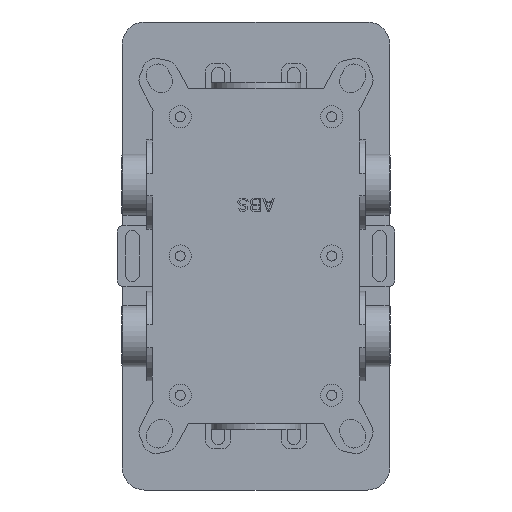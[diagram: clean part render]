
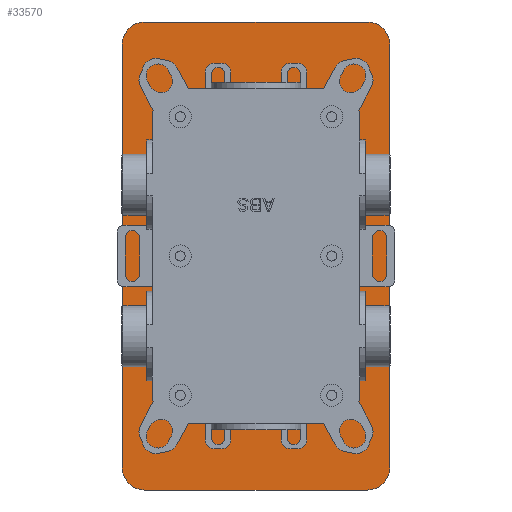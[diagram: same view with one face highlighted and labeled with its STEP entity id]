
A CAD part, front view. The second image highlights one B-rep face of the part: STEP entity #33570.
In plain terms, the highlighted planar face has unit normal (0, -1, 0).
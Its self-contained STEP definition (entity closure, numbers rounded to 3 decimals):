
#1762=DIRECTION('',(1.,0.,0.));
#1763=VECTOR('',#1762,45.5);
#1764=CARTESIAN_POINT('',(-22.75,90.,-74.));
#1765=LINE('',#1764,#1763);
#1932=DIRECTION('',(0.,0.,1.));
#1933=VECTOR('',#1932,0.5);
#1934=CARTESIAN_POINT('',(22.75,90.,-74.));
#1935=LINE('',#1934,#1933);
#1992=CARTESIAN_POINT('',(50.,90.,95.));
#1993=DIRECTION('',(0.,-1.,0.));
#1994=DIRECTION('',(1.,0.,0.));
#1995=AXIS2_PLACEMENT_3D('',#1992,#1993,#1994);
#1997=DIRECTION('',(0.,0.,-1.));
#1998=VECTOR('',#1997,190.);
#1999=CARTESIAN_POINT('',(60.,90.,95.));
#2000=LINE('',#1999,#1998);
#2001=CARTESIAN_POINT('',(50.,90.,-95.));
#2002=DIRECTION('',(0.,-1.,0.));
#2003=DIRECTION('',(0.,0.,-1.));
#2004=AXIS2_PLACEMENT_3D('',#2001,#2002,#2003);
#2006=DIRECTION('',(-1.,0.,0.));
#2007=VECTOR('',#2006,100.);
#2008=CARTESIAN_POINT('',(50.,90.,-105.));
#2009=LINE('',#2008,#2007);
#2010=CARTESIAN_POINT('',(-50.,90.,-95.));
#2011=DIRECTION('',(0.,-1.,0.));
#2012=DIRECTION('',(-1.,0.,0.));
#2013=AXIS2_PLACEMENT_3D('',#2010,#2011,#2012);
#2015=DIRECTION('',(0.,0.,1.));
#2016=VECTOR('',#2015,190.);
#2017=CARTESIAN_POINT('',(-60.,90.,-95.));
#2018=LINE('',#2017,#2016);
#2019=CARTESIAN_POINT('',(-50.,90.,95.));
#2020=DIRECTION('',(0.,-1.,0.));
#2021=DIRECTION('',(0.,0.,1.));
#2022=AXIS2_PLACEMENT_3D('',#2019,#2020,#2021);
#2024=DIRECTION('',(1.,0.,0.));
#2025=VECTOR('',#2024,100.);
#2026=CARTESIAN_POINT('',(-50.,90.,105.));
#2027=LINE('',#2026,#2025);
#2104=DIRECTION('',(1.,0.,0.));
#2105=VECTOR('',#2104,11.25);
#2106=CARTESIAN_POINT('',(22.75,90.,-73.5));
#2107=LINE('',#2106,#2105);
#2116=DIRECTION('',(1.,0.,0.));
#2117=VECTOR('',#2116,11.25);
#2118=CARTESIAN_POINT('',(-34.,90.,-73.5));
#2119=LINE('',#2118,#2117);
#2185=CARTESIAN_POINT('',(-34.,90.,-62.5));
#2186=DIRECTION('',(0.,1.,0.));
#2187=DIRECTION('',(0.,0.,-1.));
#2188=AXIS2_PLACEMENT_3D('',#2185,#2186,#2187);
#2297=DIRECTION('',(0.,0.,-1.));
#2298=VECTOR('',#2297,48.75);
#2299=CARTESIAN_POINT('',(-45.,90.,62.5));
#2300=LINE('',#2299,#2298);
#2309=DIRECTION('',(0.,0.,-1.));
#2310=VECTOR('',#2309,48.75);
#2311=CARTESIAN_POINT('',(-45.,90.,-13.75));
#2312=LINE('',#2311,#2310);
#2374=CARTESIAN_POINT('',(34.,90.,-62.5));
#2375=DIRECTION('',(0.,1.,0.));
#2376=DIRECTION('',(1.,0.,0.));
#2377=AXIS2_PLACEMENT_3D('',#2374,#2375,#2376);
#2437=DIRECTION('',(1.,0.,0.));
#2438=VECTOR('',#2437,0.5);
#2439=CARTESIAN_POINT('',(44.5,90.,-13.75));
#2440=LINE('',#2439,#2438);
#2602=DIRECTION('',(0.,0.,1.));
#2603=VECTOR('',#2602,48.75);
#2604=CARTESIAN_POINT('',(45.,90.,-62.5));
#2605=LINE('',#2604,#2603);
#2614=DIRECTION('',(0.,0.,1.));
#2615=VECTOR('',#2614,48.75);
#2616=CARTESIAN_POINT('',(45.,90.,13.75));
#2617=LINE('',#2616,#2615);
#2627=DIRECTION('',(1.,0.,0.));
#2628=VECTOR('',#2627,0.5);
#2629=CARTESIAN_POINT('',(44.5,90.,13.75));
#2630=LINE('',#2629,#2628);
#2700=DIRECTION('',(0.,0.,1.));
#2701=VECTOR('',#2700,27.5);
#2702=CARTESIAN_POINT('',(44.5,90.,-13.75));
#2703=LINE('',#2702,#2701);
#2772=CARTESIAN_POINT('',(34.,90.,62.5));
#2773=DIRECTION('',(0.,1.,0.));
#2774=DIRECTION('',(0.,0.,1.));
#2775=AXIS2_PLACEMENT_3D('',#2772,#2773,#2774);
#2872=DIRECTION('',(-1.,0.,0.));
#2873=VECTOR('',#2872,11.25);
#2874=CARTESIAN_POINT('',(-22.75,90.,73.5));
#2875=LINE('',#2874,#2873);
#2884=DIRECTION('',(-1.,0.,0.));
#2885=VECTOR('',#2884,11.25);
#2886=CARTESIAN_POINT('',(34.,90.,73.5));
#2887=LINE('',#2886,#2885);
#2983=DIRECTION('',(-1.,0.,0.));
#2984=VECTOR('',#2983,0.5);
#2985=CARTESIAN_POINT('',(-44.5,90.,-13.75));
#2986=LINE('',#2985,#2984);
#3056=DIRECTION('',(0.,0.,-1.));
#3057=VECTOR('',#3056,27.5);
#3058=CARTESIAN_POINT('',(-44.5,90.,13.75));
#3059=LINE('',#3058,#3057);
#3072=DIRECTION('',(-1.,0.,0.));
#3073=VECTOR('',#3072,0.5);
#3074=CARTESIAN_POINT('',(-44.5,90.,13.75));
#3075=LINE('',#3074,#3073);
#3209=CARTESIAN_POINT('',(-34.,90.,62.5));
#3210=DIRECTION('',(0.,1.,0.));
#3211=DIRECTION('',(-1.,0.,0.));
#3212=AXIS2_PLACEMENT_3D('',#3209,#3210,#3211);
#3835=DIRECTION('',(0.,0.,-1.));
#3836=VECTOR('',#3835,0.5);
#3837=CARTESIAN_POINT('',(-22.75,90.,74.));
#3838=LINE('',#3837,#3836);
#3899=DIRECTION('',(-1.,0.,0.));
#3900=VECTOR('',#3899,45.5);
#3901=CARTESIAN_POINT('',(22.75,90.,74.));
#3902=LINE('',#3901,#3900);
#4065=DIRECTION('',(0.,0.,-1.));
#4066=VECTOR('',#4065,0.5);
#4067=CARTESIAN_POINT('',(22.75,90.,74.));
#4068=LINE('',#4067,#4066);
#4129=DIRECTION('',(0.,0.,1.));
#4130=VECTOR('',#4129,0.5);
#4131=CARTESIAN_POINT('',(-22.75,90.,-74.));
#4132=LINE('',#4131,#4130);
#28640=CARTESIAN_POINT('',(-34.,90.,-73.5));
#28641=CARTESIAN_POINT('',(-22.75,90.,-73.5));
#28642=VERTEX_POINT('',#28640);
#28643=VERTEX_POINT('',#28641);
#28644=CARTESIAN_POINT('',(22.75,90.,-73.5));
#28645=CARTESIAN_POINT('',(34.,90.,-73.5));
#28646=VERTEX_POINT('',#28644);
#28647=VERTEX_POINT('',#28645);
#28648=CARTESIAN_POINT('',(45.,90.,-62.5));
#28649=VERTEX_POINT('',#28648);
#28650=CARTESIAN_POINT('',(45.,90.,-13.75));
#28651=VERTEX_POINT('',#28650);
#28652=CARTESIAN_POINT('',(45.,90.,13.75));
#28653=CARTESIAN_POINT('',(45.,90.,62.5));
#28654=VERTEX_POINT('',#28652);
#28655=VERTEX_POINT('',#28653);
#28656=CARTESIAN_POINT('',(34.,90.,73.5));
#28657=VERTEX_POINT('',#28656);
#28658=CARTESIAN_POINT('',(22.75,90.,73.5));
#28659=VERTEX_POINT('',#28658);
#28660=CARTESIAN_POINT('',(-22.75,90.,73.5));
#28661=CARTESIAN_POINT('',(-34.,90.,73.5));
#28662=VERTEX_POINT('',#28660);
#28663=VERTEX_POINT('',#28661);
#28664=CARTESIAN_POINT('',(-45.,90.,62.5));
#28665=VERTEX_POINT('',#28664);
#28666=CARTESIAN_POINT('',(-45.,90.,13.75));
#28667=VERTEX_POINT('',#28666);
#28668=CARTESIAN_POINT('',(-45.,90.,-13.75));
#28669=CARTESIAN_POINT('',(-45.,90.,-62.5));
#28670=VERTEX_POINT('',#28668);
#28671=VERTEX_POINT('',#28669);
#28672=CARTESIAN_POINT('',(44.5,90.,-13.75));
#28673=VERTEX_POINT('',#28672);
#28674=CARTESIAN_POINT('',(44.5,90.,13.75));
#28675=VERTEX_POINT('',#28674);
#28676=CARTESIAN_POINT('',(-44.5,90.,-13.75));
#28677=VERTEX_POINT('',#28676);
#28678=CARTESIAN_POINT('',(-44.5,90.,13.75));
#28679=VERTEX_POINT('',#28678);
#28680=CARTESIAN_POINT('',(-22.75,90.,74.));
#28681=VERTEX_POINT('',#28680);
#28682=CARTESIAN_POINT('',(22.75,90.,74.));
#28683=VERTEX_POINT('',#28682);
#28684=CARTESIAN_POINT('',(22.75,90.,-74.));
#28685=VERTEX_POINT('',#28684);
#28686=CARTESIAN_POINT('',(-22.75,90.,-74.));
#28687=VERTEX_POINT('',#28686);
#28688=CARTESIAN_POINT('',(60.,90.,95.));
#28689=CARTESIAN_POINT('',(50.,90.,105.));
#28690=VERTEX_POINT('',#28688);
#28691=VERTEX_POINT('',#28689);
#28696=CARTESIAN_POINT('',(-50.,90.,105.));
#28697=CARTESIAN_POINT('',(-60.,90.,95.));
#28698=VERTEX_POINT('',#28696);
#28699=VERTEX_POINT('',#28697);
#28704=CARTESIAN_POINT('',(50.,90.,-105.));
#28705=CARTESIAN_POINT('',(60.,90.,-95.));
#28706=VERTEX_POINT('',#28704);
#28707=VERTEX_POINT('',#28705);
#28712=CARTESIAN_POINT('',(-60.,90.,-95.));
#28713=CARTESIAN_POINT('',(-50.,90.,-105.));
#28714=VERTEX_POINT('',#28712);
#28715=VERTEX_POINT('',#28713);
#33499=CARTESIAN_POINT('',(0.,90.,0.));
#33500=DIRECTION('',(0.,1.,0.));
#33501=DIRECTION('',(1.,0.,0.));
#33502=AXIS2_PLACEMENT_3D('',#33499,#33500,#33501);
#33503=PLANE('',#33502);
#33505=ORIENTED_EDGE('',*,*,#33504,.F.);
#33507=ORIENTED_EDGE('',*,*,#33506,.T.);
#33509=ORIENTED_EDGE('',*,*,#33508,.F.);
#33511=ORIENTED_EDGE('',*,*,#33510,.T.);
#33513=ORIENTED_EDGE('',*,*,#33512,.F.);
#33515=ORIENTED_EDGE('',*,*,#33514,.T.);
#33517=ORIENTED_EDGE('',*,*,#33516,.F.);
#33519=ORIENTED_EDGE('',*,*,#33518,.T.);
#33520=EDGE_LOOP('',(#33505,#33507,#33509,#33511,#33513,#33515,#33517,#33519));
#33521=FACE_OUTER_BOUND('',#33520,.F.);
#33523=ORIENTED_EDGE('',*,*,#33522,.T.);
#33525=ORIENTED_EDGE('',*,*,#33524,.F.);
#33526=ORIENTED_EDGE('',*,*,#33115,.T.);
#33527=ORIENTED_EDGE('',*,*,#33430,.T.);
#33529=ORIENTED_EDGE('',*,*,#33528,.T.);
#33531=ORIENTED_EDGE('',*,*,#33530,.F.);
#33533=ORIENTED_EDGE('',*,*,#33532,.T.);
#33535=ORIENTED_EDGE('',*,*,#33534,.F.);
#33537=ORIENTED_EDGE('',*,*,#33536,.T.);
#33539=ORIENTED_EDGE('',*,*,#33538,.T.);
#33541=ORIENTED_EDGE('',*,*,#33540,.T.);
#33543=ORIENTED_EDGE('',*,*,#33542,.F.);
#33545=ORIENTED_EDGE('',*,*,#33544,.T.);
#33547=ORIENTED_EDGE('',*,*,#33546,.F.);
#33549=ORIENTED_EDGE('',*,*,#33548,.T.);
#33551=ORIENTED_EDGE('',*,*,#33550,.T.);
#33553=ORIENTED_EDGE('',*,*,#33552,.T.);
#33555=ORIENTED_EDGE('',*,*,#33554,.F.);
#33557=ORIENTED_EDGE('',*,*,#33556,.T.);
#33559=ORIENTED_EDGE('',*,*,#33558,.F.);
#33561=ORIENTED_EDGE('',*,*,#33560,.T.);
#33563=ORIENTED_EDGE('',*,*,#33562,.T.);
#33565=ORIENTED_EDGE('',*,*,#33564,.T.);
#33567=ORIENTED_EDGE('',*,*,#33566,.F.);
#33568=EDGE_LOOP('',(#33523,#33525,#33526,#33527,#33529,#33531,#33533,#33535,
#33537,#33539,#33541,#33543,#33545,#33547,#33549,#33551,#33553,#33555,#33557,
#33559,#33561,#33563,#33565,#33567));
#33569=FACE_BOUND('',#33568,.F.);
#33570=ADVANCED_FACE('',(#33521,#33569),#33503,.F.);
#1996=CIRCLE('',#1995,10.);
#2005=CIRCLE('',#2004,10.);
#2014=CIRCLE('',#2013,10.);
#2023=CIRCLE('',#2022,10.);
#2189=CIRCLE('',#2188,11.);
#2378=CIRCLE('',#2377,11.);
#2776=CIRCLE('',#2775,11.);
#3213=CIRCLE('',#3212,11.);
#33115=EDGE_CURVE('',#28687,#28685,#1765,.T.);
#33430=EDGE_CURVE('',#28685,#28646,#1935,.T.);
#33504=EDGE_CURVE('',#28690,#28691,#1996,.T.);
#33506=EDGE_CURVE('',#28690,#28707,#2000,.T.);
#33508=EDGE_CURVE('',#28706,#28707,#2005,.T.);
#33510=EDGE_CURVE('',#28706,#28715,#2009,.T.);
#33512=EDGE_CURVE('',#28714,#28715,#2014,.T.);
#33514=EDGE_CURVE('',#28714,#28699,#2018,.T.);
#33516=EDGE_CURVE('',#28698,#28699,#2023,.T.);
#33518=EDGE_CURVE('',#28698,#28691,#2027,.T.);
#33522=EDGE_CURVE('',#28642,#28643,#2119,.T.);
#33524=EDGE_CURVE('',#28687,#28643,#4132,.T.);
#33528=EDGE_CURVE('',#28646,#28647,#2107,.T.);
#33530=EDGE_CURVE('',#28649,#28647,#2378,.T.);
#33532=EDGE_CURVE('',#28649,#28651,#2605,.T.);
#33534=EDGE_CURVE('',#28673,#28651,#2440,.T.);
#33536=EDGE_CURVE('',#28673,#28675,#2703,.T.);
#33538=EDGE_CURVE('',#28675,#28654,#2630,.T.);
#33540=EDGE_CURVE('',#28654,#28655,#2617,.T.);
#33542=EDGE_CURVE('',#28657,#28655,#2776,.T.);
#33544=EDGE_CURVE('',#28657,#28659,#2887,.T.);
#33546=EDGE_CURVE('',#28683,#28659,#4068,.T.);
#33548=EDGE_CURVE('',#28683,#28681,#3902,.T.);
#33550=EDGE_CURVE('',#28681,#28662,#3838,.T.);
#33552=EDGE_CURVE('',#28662,#28663,#2875,.T.);
#33554=EDGE_CURVE('',#28665,#28663,#3213,.T.);
#33556=EDGE_CURVE('',#28665,#28667,#2300,.T.);
#33558=EDGE_CURVE('',#28679,#28667,#3075,.T.);
#33560=EDGE_CURVE('',#28679,#28677,#3059,.T.);
#33562=EDGE_CURVE('',#28677,#28670,#2986,.T.);
#33564=EDGE_CURVE('',#28670,#28671,#2312,.T.);
#33566=EDGE_CURVE('',#28642,#28671,#2189,.T.);
